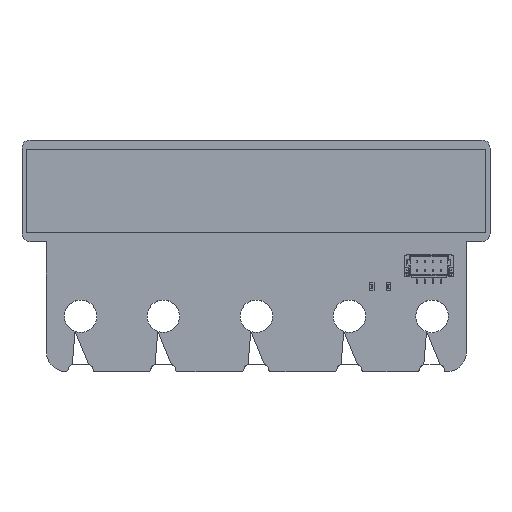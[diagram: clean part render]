
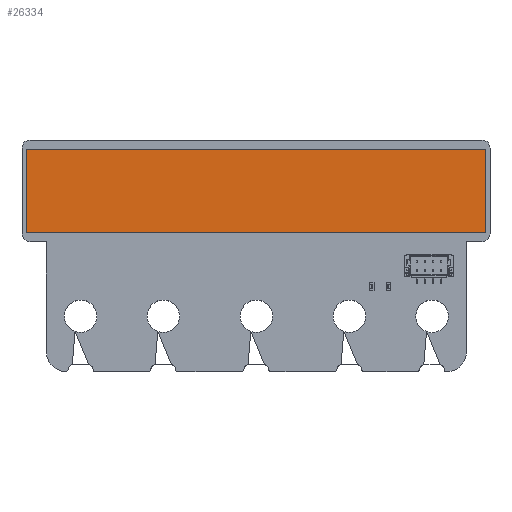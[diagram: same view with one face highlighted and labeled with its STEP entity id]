
A CAD part, top view. The second image highlights one B-rep face of the part: STEP entity #26334.
In plain terms, the highlighted planar face has unit normal (0, 0, 1).
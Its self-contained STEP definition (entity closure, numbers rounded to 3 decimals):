
#26205 = VERTEX_POINT('',#26206);
#26206 = CARTESIAN_POINT('',(-28.25,-5.125,10.));
#26212 = EDGE_CURVE('',#26205,#26213,#26215,.T.);
#26213 = VERTEX_POINT('',#26214);
#26214 = CARTESIAN_POINT('',(28.25,-5.125,10.));
#26215 = LINE('',#26216,#26217);
#26216 = CARTESIAN_POINT('',(-28.25,-5.125,10.));
#26217 = VECTOR('',#26218,1.);
#26218 = DIRECTION('',(1.,0.,0.));
#26243 = EDGE_CURVE('',#26213,#26244,#26246,.T.);
#26244 = VERTEX_POINT('',#26245);
#26245 = CARTESIAN_POINT('',(28.25,5.125,10.));
#26246 = LINE('',#26247,#26248);
#26247 = CARTESIAN_POINT('',(28.25,-5.125,10.));
#26248 = VECTOR('',#26249,1.);
#26249 = DIRECTION('',(0.,1.,0.));
#26274 = EDGE_CURVE('',#26244,#26275,#26277,.T.);
#26275 = VERTEX_POINT('',#26276);
#26276 = CARTESIAN_POINT('',(-28.25,5.125,10.));
#26277 = LINE('',#26278,#26279);
#26278 = CARTESIAN_POINT('',(28.25,5.125,10.));
#26279 = VECTOR('',#26280,1.);
#26280 = DIRECTION('',(-1.,0.,0.));
#26305 = EDGE_CURVE('',#26275,#26205,#26306,.T.);
#26306 = LINE('',#26307,#26308);
#26307 = CARTESIAN_POINT('',(-28.25,5.125,10.));
#26308 = VECTOR('',#26309,1.);
#26309 = DIRECTION('',(0.,-1.,0.));
#26334 = ADVANCED_FACE('',(#26335),#26341,.T.);
#26335 = FACE_BOUND('',#26336,.T.);
#26336 = EDGE_LOOP('',(#26337,#26338,#26339,#26340));
#26337 = ORIENTED_EDGE('',*,*,#26212,.T.);
#26338 = ORIENTED_EDGE('',*,*,#26243,.T.);
#26339 = ORIENTED_EDGE('',*,*,#26274,.T.);
#26340 = ORIENTED_EDGE('',*,*,#26305,.T.);
#26341 = PLANE('',#26342);
#26342 = AXIS2_PLACEMENT_3D('',#26343,#26344,#26345);
#26343 = CARTESIAN_POINT('',(0.,0.,
    10.));
#26344 = DIRECTION('',(0.,0.,1.));
#26345 = DIRECTION('',(1.,0.,-0.));
